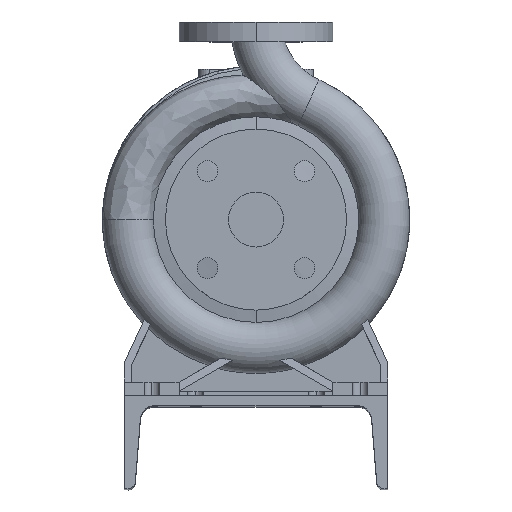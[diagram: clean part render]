
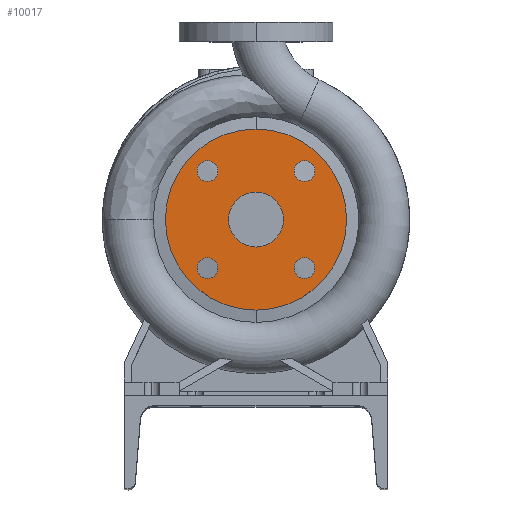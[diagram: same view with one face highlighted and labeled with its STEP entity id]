
A CAD part, top view. The second image highlights one B-rep face of the part: STEP entity #10017.
In plain terms, the highlighted planar face has unit normal (0, 0, 1).
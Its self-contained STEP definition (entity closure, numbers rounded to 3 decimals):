
#102 = DIRECTION ( 'NONE',  ( 1., 0., 0. ) ) ;
#148 = CARTESIAN_POINT ( 'NONE',  ( 44.194, -53.694, 80. ) ) ;
#156 = VERTEX_POINT ( 'NONE', #15753 ) ;
#353 = VERTEX_POINT ( 'NONE', #3567 ) ;
#429 = DIRECTION ( 'NONE',  ( 1., 0., 0. ) ) ;
#438 = EDGE_CURVE ( 'NONE', #2140, #8734, #18959, .T. ) ;
#493 = AXIS2_PLACEMENT_3D ( 'NONE', #16628, #13288, #8374 ) ;
#848 = AXIS2_PLACEMENT_3D ( 'NONE', #8295, #14696, #102 ) ;
#932 = CARTESIAN_POINT ( 'NONE',  ( 44.194, -44.194, 80. ) ) ;
#942 = AXIS2_PLACEMENT_3D ( 'NONE', #4146, #7190, #15274 ) ;
#1054 = EDGE_CURVE ( 'NONE', #15237, #20283, #16984, .T. ) ;
#1283 = CARTESIAN_POINT ( 'NONE',  ( -44.194, -53.694, 80. ) ) ;
#1375 = DIRECTION ( 'NONE',  ( 0., 0., 1. ) ) ;
#1500 = DIRECTION ( 'NONE',  ( 0., 0., 1. ) ) ;
#1542 = CARTESIAN_POINT ( 'NONE',  ( -44.194, 44.194, 80. ) ) ;
#1722 = EDGE_CURVE ( 'NONE', #3947, #353, #16332, .T. ) ;
#1952 = CIRCLE ( 'NONE', #942, 25. ) ;
#1963 = PLANE ( 'NONE',  #493 ) ;
#2027 = CARTESIAN_POINT ( 'NONE',  ( 44.194, 44.194, 80. ) ) ;
#2064 = CARTESIAN_POINT ( 'NONE',  ( 34.694, 44.194, 80. ) ) ;
#2140 = VERTEX_POINT ( 'NONE', #3473 ) ;
#2332 = ORIENTED_EDGE ( 'NONE', *, *, #12358, .F. ) ;
#2524 = ORIENTED_EDGE ( 'NONE', *, *, #12918, .T. ) ;
#2639 = AXIS2_PLACEMENT_3D ( 'NONE', #932, #8912, #5661 ) ;
#2964 = EDGE_CURVE ( 'NONE', #3489, #6433, #19673, .T. ) ;
#3294 = AXIS2_PLACEMENT_3D ( 'NONE', #2027, #19457, #429 ) ;
#3473 = CARTESIAN_POINT ( 'NONE',  ( 53.694, 44.194, 80. ) ) ;
#3489 = VERTEX_POINT ( 'NONE', #17682 ) ;
#3567 = CARTESIAN_POINT ( 'NONE',  ( 0., -25., 80. ) ) ;
#3947 = VERTEX_POINT ( 'NONE', #10165 ) ;
#4146 = CARTESIAN_POINT ( 'NONE',  ( 0., 0., 80. ) ) ;
#4635 = CARTESIAN_POINT ( 'NONE',  ( -44.194, -44.194, 80. ) ) ;
#4963 = ORIENTED_EDGE ( 'NONE', *, *, #2964, .F. ) ;
#5105 = ORIENTED_EDGE ( 'NONE', *, *, #13374, .F. ) ;
#5269 = AXIS2_PLACEMENT_3D ( 'NONE', #12222, #6034, #18622 ) ;
#5334 = CARTESIAN_POINT ( 'NONE',  ( -44.194, 44.194, 80. ) ) ;
#5339 = EDGE_LOOP ( 'NONE', ( #7992, #7014 ) ) ;
#5661 = DIRECTION ( 'NONE',  ( 0., -1., 0. ) ) ;
#6034 = DIRECTION ( 'NONE',  ( 0., 0., 1. ) ) ;
#6433 = VERTEX_POINT ( 'NONE', #15675 ) ;
#6618 = DIRECTION ( 'NONE',  ( 0., 0., 1. ) ) ;
#6901 = EDGE_CURVE ( 'NONE', #10743, #10566, #8501, .T. ) ;
#6919 = AXIS2_PLACEMENT_3D ( 'NONE', #9482, #1500, #12740 ) ;
#6935 = VERTEX_POINT ( 'NONE', #10832 ) ;
#7009 = DIRECTION ( 'NONE',  ( 0., -1., 0. ) ) ;
#7014 = ORIENTED_EDGE ( 'NONE', *, *, #15591, .F. ) ;
#7183 = DIRECTION ( 'NONE',  ( 0., -1., 0. ) ) ;
#7190 = DIRECTION ( 'NONE',  ( 0., 0., 1. ) ) ;
#7992 = ORIENTED_EDGE ( 'NONE', *, *, #1054, .F. ) ;
#8295 = CARTESIAN_POINT ( 'NONE',  ( 44.194, 44.194, 80. ) ) ;
#8374 = DIRECTION ( 'NONE',  ( 0., 1., 0. ) ) ;
#8501 = CIRCLE ( 'NONE', #20222, 9.5 ) ;
#8674 = CARTESIAN_POINT ( 'NONE',  ( 0., 0., 80. ) ) ;
#8734 = VERTEX_POINT ( 'NONE', #2064 ) ;
#8912 = DIRECTION ( 'NONE',  ( 0., 0., 1. ) ) ;
#8928 = EDGE_CURVE ( 'NONE', #156, #6935, #20282, .T. ) ;
#9005 = EDGE_LOOP ( 'NONE', ( #14525, #12271 ) ) ;
#9482 = CARTESIAN_POINT ( 'NONE',  ( 44.194, -44.194, 80. ) ) ;
#9932 = FACE_BOUND ( 'NONE', #15049, .T. ) ;
#9983 = CIRCLE ( 'NONE', #14349, 82.5 ) ;
#9996 = AXIS2_PLACEMENT_3D ( 'NONE', #5334, #17734, #7009 ) ;
#10017 = ADVANCED_FACE ( 'NONE', ( #18210, #15072, #9932, #19387, #10231, #17813 ), #1963, .F. ) ;
#10165 = CARTESIAN_POINT ( 'NONE',  ( 0., 25., 80. ) ) ;
#10231 = FACE_BOUND ( 'NONE', #12107, .T. ) ;
#10284 = CARTESIAN_POINT ( 'NONE',  ( 0., 0., 80. ) ) ;
#10292 = AXIS2_PLACEMENT_3D ( 'NONE', #14378, #20772, #12787 ) ;
#10317 = ORIENTED_EDGE ( 'NONE', *, *, #20127, .F. ) ;
#10566 = VERTEX_POINT ( 'NONE', #17042 ) ;
#10671 = EDGE_LOOP ( 'NONE', ( #5105, #4963 ) ) ;
#10743 = VERTEX_POINT ( 'NONE', #1283 ) ;
#10832 = CARTESIAN_POINT ( 'NONE',  ( 0., 82.5, 80. ) ) ;
#12107 = EDGE_LOOP ( 'NONE', ( #16204, #2332 ) ) ;
#12222 = CARTESIAN_POINT ( 'NONE',  ( -44.194, -44.194, 80. ) ) ;
#12271 = ORIENTED_EDGE ( 'NONE', *, *, #1722, .F. ) ;
#12340 = CIRCLE ( 'NONE', #3294, 9.5 ) ;
#12358 = EDGE_CURVE ( 'NONE', #10566, #10743, #20691, .T. ) ;
#12740 = DIRECTION ( 'NONE',  ( 0., -1., 0. ) ) ;
#12787 = DIRECTION ( 'NONE',  ( 0., -1., 0. ) ) ;
#12918 = EDGE_CURVE ( 'NONE', #6935, #156, #9983, .T. ) ;
#13288 = DIRECTION ( 'NONE',  ( 0., 0., -1. ) ) ;
#13374 = EDGE_CURVE ( 'NONE', #6433, #3489, #19050, .T. ) ;
#13666 = CARTESIAN_POINT ( 'NONE',  ( 44.194, -34.694, 80. ) ) ;
#14256 = AXIS2_PLACEMENT_3D ( 'NONE', #8674, #19889, #7183 ) ;
#14349 = AXIS2_PLACEMENT_3D ( 'NONE', #10284, #6618, #19437 ) ;
#14378 = CARTESIAN_POINT ( 'NONE',  ( 0., 0., 80. ) ) ;
#14525 = ORIENTED_EDGE ( 'NONE', *, *, #14861, .F. ) ;
#14696 = DIRECTION ( 'NONE',  ( 0., 0., 1. ) ) ;
#14861 = EDGE_CURVE ( 'NONE', #353, #3947, #1952, .T. ) ;
#15049 = EDGE_LOOP ( 'NONE', ( #18970, #10317 ) ) ;
#15072 = FACE_OUTER_BOUND ( 'NONE', #16080, .T. ) ;
#15237 = VERTEX_POINT ( 'NONE', #148 ) ;
#15274 = DIRECTION ( 'NONE',  ( 0., -1., 0. ) ) ;
#15591 = EDGE_CURVE ( 'NONE', #20283, #15237, #20055, .T. ) ;
#15675 = CARTESIAN_POINT ( 'NONE',  ( -44.194, 34.694, 80. ) ) ;
#15753 = CARTESIAN_POINT ( 'NONE',  ( 0., -82.5, 80. ) ) ;
#16080 = EDGE_LOOP ( 'NONE', ( #18399, #2524 ) ) ;
#16204 = ORIENTED_EDGE ( 'NONE', *, *, #6901, .F. ) ;
#16332 = CIRCLE ( 'NONE', #10292, 25. ) ;
#16628 = CARTESIAN_POINT ( 'NONE',  ( 0., 82.5, 80. ) ) ;
#16984 = CIRCLE ( 'NONE', #6919, 9.5 ) ;
#16996 = AXIS2_PLACEMENT_3D ( 'NONE', #1542, #19085, #17401 ) ;
#17042 = CARTESIAN_POINT ( 'NONE',  ( -44.194, -34.694, 80. ) ) ;
#17401 = DIRECTION ( 'NONE',  ( 0., -1., 0. ) ) ;
#17682 = CARTESIAN_POINT ( 'NONE',  ( -44.194, 53.694, 80. ) ) ;
#17734 = DIRECTION ( 'NONE',  ( 0., 0., 1. ) ) ;
#17813 = FACE_BOUND ( 'NONE', #5339, .T. ) ;
#18210 = FACE_BOUND ( 'NONE', #9005, .T. ) ;
#18399 = ORIENTED_EDGE ( 'NONE', *, *, #8928, .T. ) ;
#18622 = DIRECTION ( 'NONE',  ( 0., -1., 0. ) ) ;
#18959 = CIRCLE ( 'NONE', #848, 9.5 ) ;
#18970 = ORIENTED_EDGE ( 'NONE', *, *, #438, .F. ) ;
#19050 = CIRCLE ( 'NONE', #9996, 9.5 ) ;
#19085 = DIRECTION ( 'NONE',  ( 0., 0., 1. ) ) ;
#19387 = FACE_BOUND ( 'NONE', #10671, .T. ) ;
#19437 = DIRECTION ( 'NONE',  ( 0., -1., 0. ) ) ;
#19457 = DIRECTION ( 'NONE',  ( 0., 0., 1. ) ) ;
#19673 = CIRCLE ( 'NONE', #16996, 9.5 ) ;
#19889 = DIRECTION ( 'NONE',  ( 0., 0., 1. ) ) ;
#20055 = CIRCLE ( 'NONE', #2639, 9.5 ) ;
#20127 = EDGE_CURVE ( 'NONE', #8734, #2140, #12340, .T. ) ;
#20222 = AXIS2_PLACEMENT_3D ( 'NONE', #4635, #1375, #20483 ) ;
#20282 = CIRCLE ( 'NONE', #14256, 82.5 ) ;
#20283 = VERTEX_POINT ( 'NONE', #13666 ) ;
#20483 = DIRECTION ( 'NONE',  ( 0., -1., 0. ) ) ;
#20691 = CIRCLE ( 'NONE', #5269, 9.5 ) ;
#20772 = DIRECTION ( 'NONE',  ( 0., 0., 1. ) ) ;
